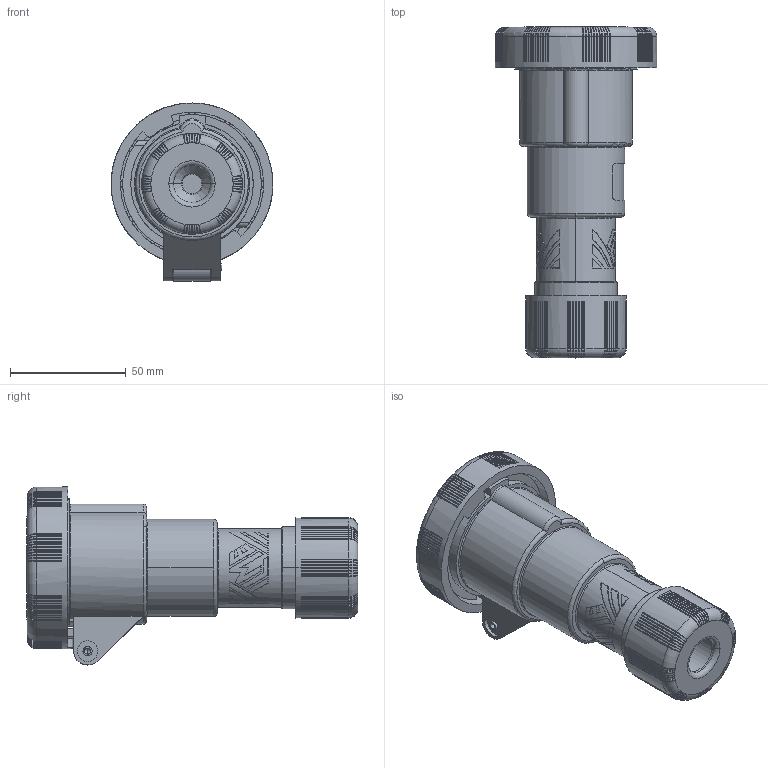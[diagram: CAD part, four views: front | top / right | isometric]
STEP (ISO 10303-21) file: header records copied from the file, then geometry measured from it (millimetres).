
FILE_DESCRIPTION(('Creo Elements/Direct Modeling STEP Export'),'2;1');
FILE_NAME('PESW_1663_PV.stp','2012-09-12T 9:16:22',(''),(''),'Creo Elements/Direct Modeling STEP processor for AP214 (Solid Model)','Creo Elements/Direct Modeling 18.0B 02-Dec-2011 (C) Parametric Technology GmbH','');
FILE_SCHEMA(('AUTOMOTIVE_DESIGN { 1 0 10303 214 1 1 1 1 }'));
Products named in the file (3): COPERCHIETTO1663PV; CUSTODIAPESW1663PV; PESW_1663_PV
Assembly tree (2 placements, depth 2):
  PESW_1663_PV
    CUSTODIAPESW1663PV
    COPERCHIETTO1663PV
Bounding box: 70 x 143.53 x 77 mm (x, y, z)
Volume: 182906.1 mm3; surface area: 75480.2 mm2
Topology: 2 solids, 3 shells, 1491 faces, 4081 edges, 2324 vertices
Faces by surface type: plane 679, torus 349, cylinder 325, revolution 112, cone 24, sphere 2
Entity records: 87685 total; most frequent: CARTESIAN_POINT 41528, ORIENTED_EDGE 7562, DIRECTION 6701, EDGE_CURVE 3781, AXIS2_PLACEMENT_3D 2598, VERTEX_POINT 2320, EDGE_LOOP 1547, FACE_OUTER_BOUND 1487
